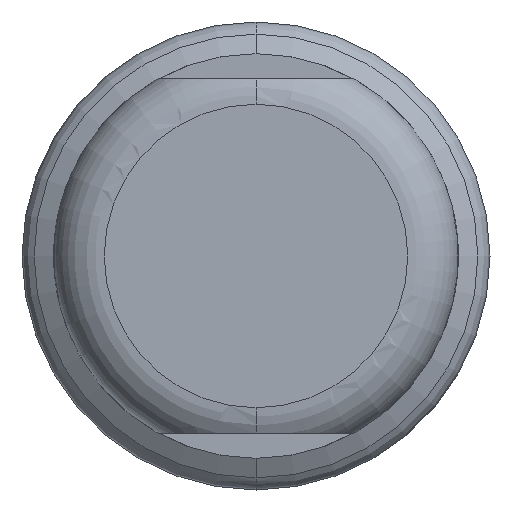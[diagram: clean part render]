
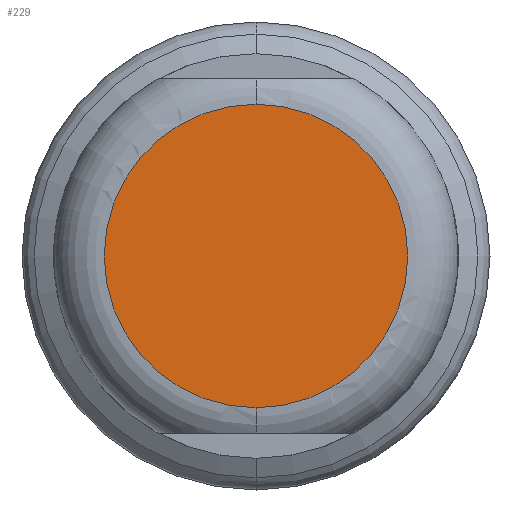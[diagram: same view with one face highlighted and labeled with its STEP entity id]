
A CAD part, front view. The second image highlights one B-rep face of the part: STEP entity #229.
In plain terms, the highlighted planar face has unit normal (0, -1, 0).
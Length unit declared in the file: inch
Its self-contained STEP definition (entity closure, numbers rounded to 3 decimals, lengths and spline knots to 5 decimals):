
#98 = PLANE ( 'NONE',  #289 ) ;
#142 = EDGE_CURVE ( 'NONE', #2383, #2727, #760, .T. ) ;
#229 = ADVANCED_FACE ( 'NONE', ( #2473 ), #98, .T. ) ;
#289 = AXIS2_PLACEMENT_3D ( 'NONE', #1776, #2924, #617 ) ;
#489 = AXIS2_PLACEMENT_3D ( 'NONE', #500, #1202, #1671 ) ;
#500 = CARTESIAN_POINT ( 'NONE',  ( 0., 0., 0. ) ) ;
#617 = DIRECTION ( 'NONE',  ( 0., 0., -1. ) ) ;
#760 = CIRCLE ( 'NONE', #2354, 0.75 ) ;
#872 = CARTESIAN_POINT ( 'NONE',  ( 0., 0., 0.75 ) ) ;
#886 = EDGE_LOOP ( 'NONE', ( #1268, #1537 ) ) ;
#941 = CARTESIAN_POINT ( 'NONE',  ( 0., 0., -0.75 ) ) ;
#1202 = DIRECTION ( 'NONE',  ( 0., -1., 0. ) ) ;
#1268 = ORIENTED_EDGE ( 'NONE', *, *, #142, .T. ) ;
#1537 = ORIENTED_EDGE ( 'NONE', *, *, #1634, .T. ) ;
#1634 = EDGE_CURVE ( 'NONE', #2727, #2383, #2527, .T. ) ;
#1671 = DIRECTION ( 'NONE',  ( 0., 0., -1. ) ) ;
#1776 = CARTESIAN_POINT ( 'NONE',  ( 0., 0., 0. ) ) ;
#1969 = DIRECTION ( 'NONE',  ( 0., -1., 0. ) ) ;
#2211 = DIRECTION ( 'NONE',  ( 0., 0., -1. ) ) ;
#2354 = AXIS2_PLACEMENT_3D ( 'NONE', #2423, #1969, #2211 ) ;
#2383 = VERTEX_POINT ( 'NONE', #941 ) ;
#2423 = CARTESIAN_POINT ( 'NONE',  ( 0., 0., 0. ) ) ;
#2473 = FACE_OUTER_BOUND ( 'NONE', #886, .T. ) ;
#2527 = CIRCLE ( 'NONE', #489, 0.75 ) ;
#2727 = VERTEX_POINT ( 'NONE', #872 ) ;
#2924 = DIRECTION ( 'NONE',  ( 0., -1., 0. ) ) ;
